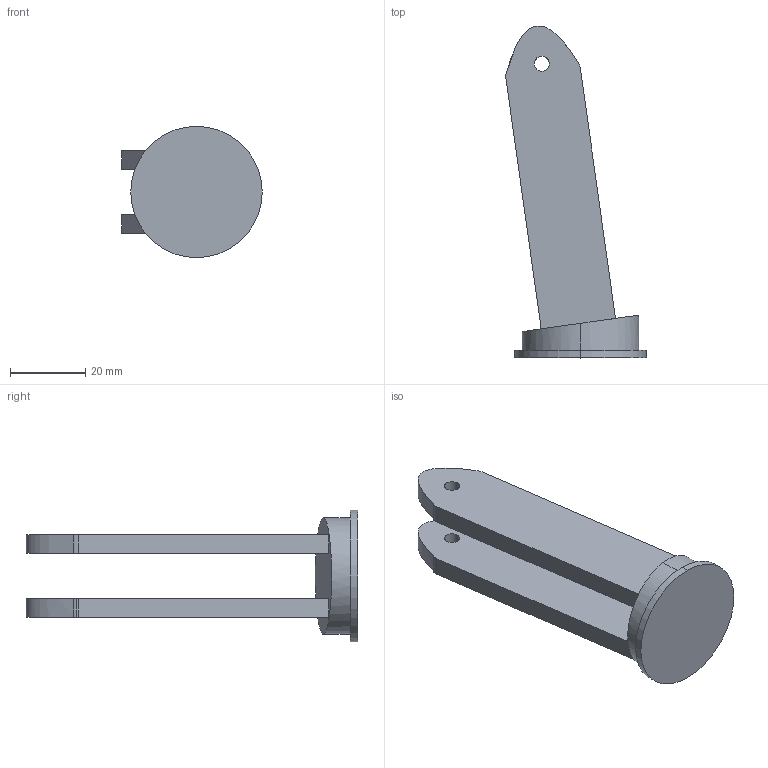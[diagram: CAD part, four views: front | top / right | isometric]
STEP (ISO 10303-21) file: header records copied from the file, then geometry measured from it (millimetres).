
FILE_DESCRIPTION (( 'STEP AP203' ), '1' );
FILE_NAME ('Caster_coupler_Predeterminado_sldprt.STEP', '2023-06-27T13:26:42', ( '' ), ( '' ), 'SwSTEP 2.0', 'SolidWorks 2022', '' );
FILE_SCHEMA (( 'CONFIG_CONTROL_DESIGN' ));
Length unit declared in the file: millimetre
Products named in the file (1): Caster_coupler_Predeterminado_sldprt
Bounding box: 37.38 x 88.36 x 35 mm (x, y, z)
Volume: 22417.9 mm3; surface area: 10492.5 mm2
Topology: 1 solids, 1 shells, 26 faces, 63 edges, 42 vertices
Faces by surface type: cylinder 13, plane 11, bspline 2
Entity records: 860 total; most frequent: CARTESIAN_POINT 156, DIRECTION 131, ORIENTED_EDGE 126, EDGE_CURVE 63, AXIS2_PLACEMENT_3D 49, VERTEX_POINT 42, VECTOR 33, EDGE_LOOP 33
